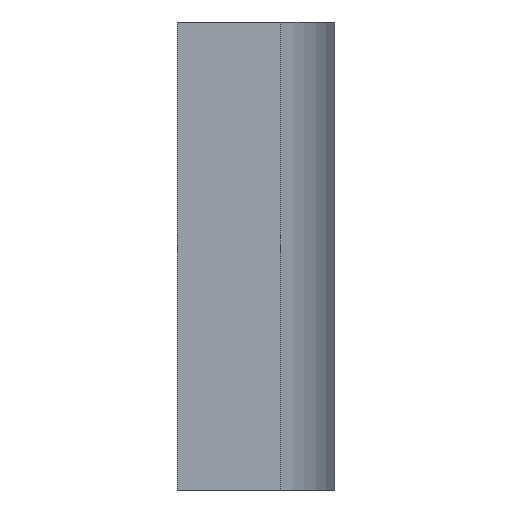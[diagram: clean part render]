
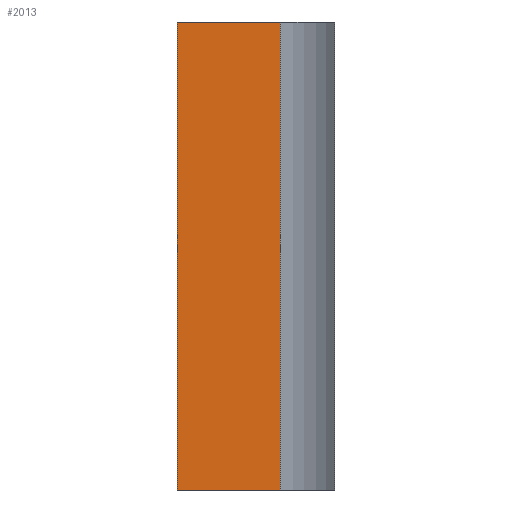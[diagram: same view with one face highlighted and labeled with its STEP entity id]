
A CAD part, front view. The second image highlights one B-rep face of the part: STEP entity #2013.
In plain terms, the highlighted planar face has unit normal (0, -1, 0).
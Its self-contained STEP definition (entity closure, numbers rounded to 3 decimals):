
#72 = PLANE('',#73);
#73 = AXIS2_PLACEMENT_3D('',#74,#75,#76);
#74 = CARTESIAN_POINT('',(-3.293,0.,0.));
#75 = DIRECTION('',(0.,0.,1.));
#76 = DIRECTION('',(1.,0.,0.));
#99 = PLANE('',#100);
#100 = AXIS2_PLACEMENT_3D('',#101,#102,#103);
#101 = CARTESIAN_POINT('',(-9.5,-15.5,0.));
#102 = DIRECTION('',(1.,0.,0.));
#103 = DIRECTION('',(0.,0.,1.));
#547 = VERTEX_POINT('',#548);
#548 = CARTESIAN_POINT('',(-9.5,-15.5,0.));
#569 = EDGE_CURVE('',#547,#570,#572,.T.);
#570 = VERTEX_POINT('',#571);
#571 = CARTESIAN_POINT('',(0.,-15.5,0.));
#572 = SURFACE_CURVE('',#573,(#577,#584),.PCURVE_S1.);
#573 = LINE('',#574,#575);
#574 = CARTESIAN_POINT('',(-12.5,-15.5,0.));
#575 = VECTOR('',#576,1.);
#576 = DIRECTION('',(1.,0.,0.));
#577 = PCURVE('',#72,#578);
#578 = DEFINITIONAL_REPRESENTATION('',(#579),#583);
#579 = LINE('',#580,#581);
#580 = CARTESIAN_POINT('',(-9.207,-15.5));
#581 = VECTOR('',#582,1.);
#582 = DIRECTION('',(1.,0.));
#583 = ( GEOMETRIC_REPRESENTATION_CONTEXT(2) 
PARAMETRIC_REPRESENTATION_CONTEXT() REPRESENTATION_CONTEXT('2D SPACE',''
  ) );
#584 = PCURVE('',#585,#590);
#585 = PLANE('',#586);
#586 = AXIS2_PLACEMENT_3D('',#587,#588,#589);
#587 = CARTESIAN_POINT('',(-12.5,-15.5,0.));
#588 = DIRECTION('',(0.,1.,0.));
#589 = DIRECTION('',(1.,0.,0.));
#590 = DEFINITIONAL_REPRESENTATION('',(#591),#595);
#591 = LINE('',#592,#593);
#592 = CARTESIAN_POINT('',(0.,0.));
#593 = VECTOR('',#594,1.);
#594 = DIRECTION('',(1.,0.));
#595 = ( GEOMETRIC_REPRESENTATION_CONTEXT(2) 
PARAMETRIC_REPRESENTATION_CONTEXT() REPRESENTATION_CONTEXT('2D SPACE',''
  ) );
#614 = CYLINDRICAL_SURFACE('',#615,6.845);
#615 = AXIS2_PLACEMENT_3D('',#616,#617,#618);
#616 = CARTESIAN_POINT('',(0.,-22.345,0.));
#617 = DIRECTION('',(-0.,-0.,-1.));
#618 = DIRECTION('',(1.,0.,0.));
#799 = VERTEX_POINT('',#800);
#800 = CARTESIAN_POINT('',(-9.5,-15.5,43.));
#816 = PLANE('',#817);
#817 = AXIS2_PLACEMENT_3D('',#818,#819,#820);
#818 = CARTESIAN_POINT('',(-3.293,0.,43.));
#819 = DIRECTION('',(0.,0.,1.));
#820 = DIRECTION('',(1.,0.,0.));
#828 = EDGE_CURVE('',#547,#799,#829,.T.);
#829 = SURFACE_CURVE('',#830,(#834,#841),.PCURVE_S1.);
#830 = LINE('',#831,#832);
#831 = CARTESIAN_POINT('',(-9.5,-15.5,0.));
#832 = VECTOR('',#833,1.);
#833 = DIRECTION('',(0.,0.,1.));
#834 = PCURVE('',#99,#835);
#835 = DEFINITIONAL_REPRESENTATION('',(#836),#840);
#836 = LINE('',#837,#838);
#837 = CARTESIAN_POINT('',(0.,0.));
#838 = VECTOR('',#839,1.);
#839 = DIRECTION('',(1.,0.));
#840 = ( GEOMETRIC_REPRESENTATION_CONTEXT(2) 
PARAMETRIC_REPRESENTATION_CONTEXT() REPRESENTATION_CONTEXT('2D SPACE',''
  ) );
#841 = PCURVE('',#585,#842);
#842 = DEFINITIONAL_REPRESENTATION('',(#843),#847);
#843 = LINE('',#844,#845);
#844 = CARTESIAN_POINT('',(3.,0.));
#845 = VECTOR('',#846,1.);
#846 = DIRECTION('',(0.,-1.));
#847 = ( GEOMETRIC_REPRESENTATION_CONTEXT(2) 
PARAMETRIC_REPRESENTATION_CONTEXT() REPRESENTATION_CONTEXT('2D SPACE',''
  ) );
#1969 = VERTEX_POINT('',#1970);
#1970 = CARTESIAN_POINT('',(0.,-15.5,43.));
#1992 = EDGE_CURVE('',#570,#1969,#1993,.T.);
#1993 = SURFACE_CURVE('',#1994,(#1998,#2005),.PCURVE_S1.);
#1994 = LINE('',#1995,#1996);
#1995 = CARTESIAN_POINT('',(0.,-15.5,0.));
#1996 = VECTOR('',#1997,1.);
#1997 = DIRECTION('',(0.,0.,1.));
#1998 = PCURVE('',#614,#1999);
#1999 = DEFINITIONAL_REPRESENTATION('',(#2000),#2004);
#2000 = LINE('',#2001,#2002);
#2001 = CARTESIAN_POINT('',(-1.571,0.));
#2002 = VECTOR('',#2003,1.);
#2003 = DIRECTION('',(-0.,-1.));
#2004 = ( GEOMETRIC_REPRESENTATION_CONTEXT(2) 
PARAMETRIC_REPRESENTATION_CONTEXT() REPRESENTATION_CONTEXT('2D SPACE',''
  ) );
#2005 = PCURVE('',#585,#2006);
#2006 = DEFINITIONAL_REPRESENTATION('',(#2007),#2011);
#2007 = LINE('',#2008,#2009);
#2008 = CARTESIAN_POINT('',(12.5,0.));
#2009 = VECTOR('',#2010,1.);
#2010 = DIRECTION('',(0.,-1.));
#2011 = ( GEOMETRIC_REPRESENTATION_CONTEXT(2) 
PARAMETRIC_REPRESENTATION_CONTEXT() REPRESENTATION_CONTEXT('2D SPACE',''
  ) );
#2013 = ADVANCED_FACE('',(#2014),#585,.F.);
#2014 = FACE_BOUND('',#2015,.F.);
#2015 = EDGE_LOOP('',(#2016,#2017,#2018,#2039));
#2016 = ORIENTED_EDGE('',*,*,#569,.F.);
#2017 = ORIENTED_EDGE('',*,*,#828,.T.);
#2018 = ORIENTED_EDGE('',*,*,#2019,.T.);
#2019 = EDGE_CURVE('',#799,#1969,#2020,.T.);
#2020 = SURFACE_CURVE('',#2021,(#2025,#2032),.PCURVE_S1.);
#2021 = LINE('',#2022,#2023);
#2022 = CARTESIAN_POINT('',(-12.5,-15.5,43.));
#2023 = VECTOR('',#2024,1.);
#2024 = DIRECTION('',(1.,0.,0.));
#2025 = PCURVE('',#585,#2026);
#2026 = DEFINITIONAL_REPRESENTATION('',(#2027),#2031);
#2027 = LINE('',#2028,#2029);
#2028 = CARTESIAN_POINT('',(0.,-43.));
#2029 = VECTOR('',#2030,1.);
#2030 = DIRECTION('',(1.,0.));
#2031 = ( GEOMETRIC_REPRESENTATION_CONTEXT(2) 
PARAMETRIC_REPRESENTATION_CONTEXT() REPRESENTATION_CONTEXT('2D SPACE',''
  ) );
#2032 = PCURVE('',#816,#2033);
#2033 = DEFINITIONAL_REPRESENTATION('',(#2034),#2038);
#2034 = LINE('',#2035,#2036);
#2035 = CARTESIAN_POINT('',(-9.207,-15.5));
#2036 = VECTOR('',#2037,1.);
#2037 = DIRECTION('',(1.,0.));
#2038 = ( GEOMETRIC_REPRESENTATION_CONTEXT(2) 
PARAMETRIC_REPRESENTATION_CONTEXT() REPRESENTATION_CONTEXT('2D SPACE',''
  ) );
#2039 = ORIENTED_EDGE('',*,*,#1992,.F.);
